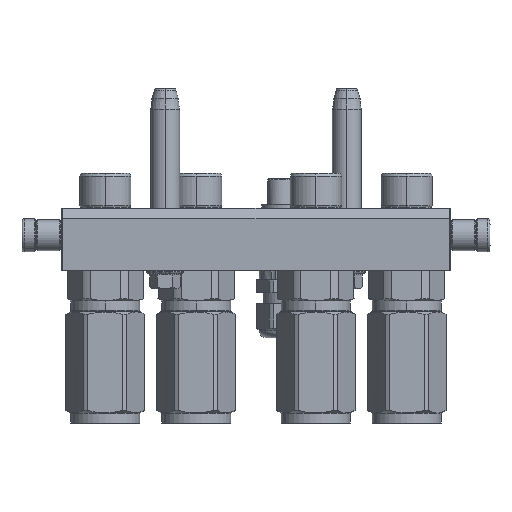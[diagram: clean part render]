
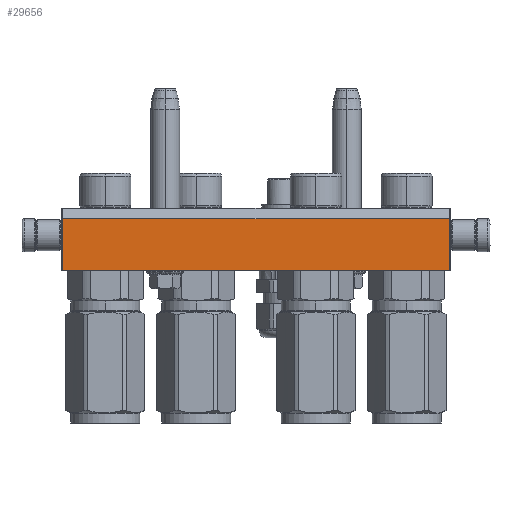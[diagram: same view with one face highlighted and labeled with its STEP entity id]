
A CAD part, left-side view. The second image highlights one B-rep face of the part: STEP entity #29656.
In plain terms, the highlighted face is planar.
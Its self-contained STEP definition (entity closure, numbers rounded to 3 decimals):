
#1 = CARTESIAN_POINT ( 'NONE',  ( 93.5, 15., -45. ) ) ;
#1274 = CARTESIAN_POINT ( 'NONE',  ( -93.5, -10., -45. ) ) ;
#1597 = VERTEX_POINT ( 'NONE', #7122 ) ;
#2162 = PLANE ( 'NONE',  #58534 ) ;
#3137 = LINE ( 'NONE', #65954, #61776 ) ;
#5299 = VERTEX_POINT ( 'NONE', #32408 ) ;
#5854 = LINE ( 'NONE', #1, #41195 ) ;
#7122 = CARTESIAN_POINT ( 'NONE',  ( 93.5, 15., -45. ) ) ;
#7495 = LINE ( 'NONE', #24330, #19597 ) ;
#12104 = CARTESIAN_POINT ( 'NONE',  ( 93.5, -10., -45. ) ) ;
#12901 = CARTESIAN_POINT ( 'NONE',  ( 93.5, -10., -45. ) ) ;
#13711 = ORIENTED_EDGE ( 'NONE', *, *, #40757, .T. ) ;
#15314 = LINE ( 'NONE', #12901, #54685 ) ;
#19597 = VECTOR ( 'NONE', #60258, 1000. ) ;
#20391 = ORIENTED_EDGE ( 'NONE', *, *, #44975, .F. ) ;
#20625 = ORIENTED_EDGE ( 'NONE', *, *, #46644, .F. ) ;
#22417 = CARTESIAN_POINT ( 'NONE',  ( 94., -15., -45. ) ) ;
#22638 = DIRECTION ( 'NONE',  ( 0., 0., -1. ) ) ;
#24330 = CARTESIAN_POINT ( 'NONE',  ( -93.5, -10., -45. ) ) ;
#27762 = DIRECTION ( 'NONE',  ( -1., 0., 0. ) ) ;
#29656 = ADVANCED_FACE ( 'NONE', ( #60743 ), #2162, .T. ) ;
#32408 = CARTESIAN_POINT ( 'NONE',  ( -93.5, 15., -45. ) ) ;
#35187 = DIRECTION ( 'NONE',  ( 1., 0., 0. ) ) ;
#39507 = VERTEX_POINT ( 'NONE', #12104 ) ;
#40757 = EDGE_CURVE ( 'NONE', #49029, #5299, #7495, .T. ) ;
#41195 = VECTOR ( 'NONE', #53049, 1000. ) ;
#43686 = DIRECTION ( 'NONE',  ( 0., 1., 0. ) ) ;
#44975 = EDGE_CURVE ( 'NONE', #1597, #5299, #5854, .T. ) ;
#46082 = ORIENTED_EDGE ( 'NONE', *, *, #62959, .F. ) ;
#46644 = EDGE_CURVE ( 'NONE', #39507, #1597, #15314, .T. ) ;
#49029 = VERTEX_POINT ( 'NONE', #1274 ) ;
#53049 = DIRECTION ( 'NONE',  ( -1., 0., 0. ) ) ;
#54685 = VECTOR ( 'NONE', #43686, 1000. ) ;
#55345 = EDGE_LOOP ( 'NONE', ( #20391, #20625, #46082, #13711 ) ) ;
#58534 = AXIS2_PLACEMENT_3D ( 'NONE', #22417, #22638, #27762 ) ;
#60258 = DIRECTION ( 'NONE',  ( 0., 1., 0. ) ) ;
#60743 = FACE_OUTER_BOUND ( 'NONE', #55345, .T. ) ;
#61776 = VECTOR ( 'NONE', #35187, 1000. ) ;
#62959 = EDGE_CURVE ( 'NONE', #49029, #39507, #3137, .T. ) ;
#65954 = CARTESIAN_POINT ( 'NONE',  ( -93.5, -10., -45. ) ) ;
